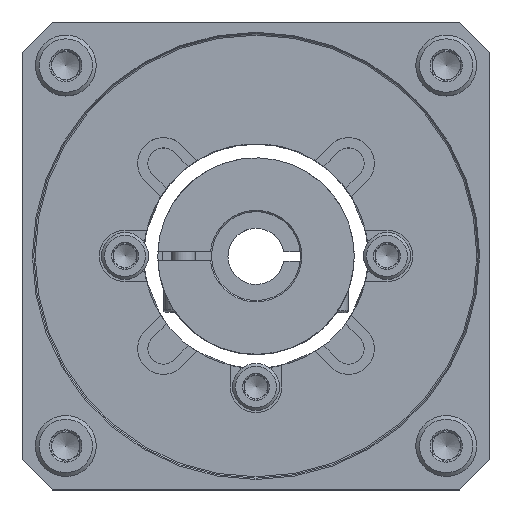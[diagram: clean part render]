
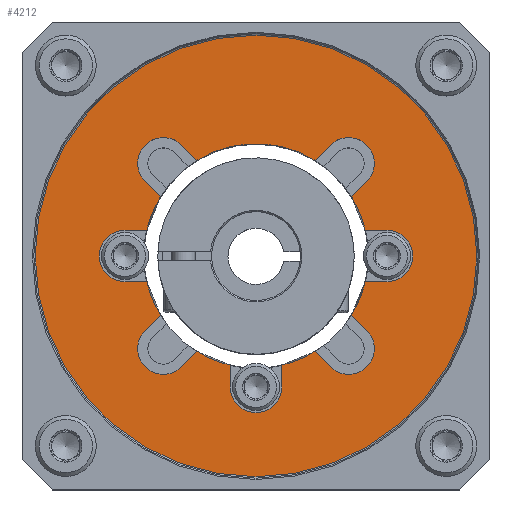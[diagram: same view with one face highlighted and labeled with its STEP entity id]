
A CAD part, top view. The second image highlights one B-rep face of the part: STEP entity #4212.
In plain terms, the highlighted planar face has unit normal (0, 0, 1).
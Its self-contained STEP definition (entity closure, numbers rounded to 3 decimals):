
#223=PLANE('',#4689);
#384=CIRCLE('',#4628,24.);
#387=CIRCLE('',#4632,24.);
#391=CIRCLE('',#4637,24.);
#395=CIRCLE('',#4642,24.);
#399=CIRCLE('',#4647,24.);
#403=CIRCLE('',#4652,24.);
#407=CIRCLE('',#4657,24.);
#431=CIRCLE('',#4690,5.5);
#432=CIRCLE('',#4691,5.5);
#433=CIRCLE('',#4692,5.5);
#434=CIRCLE('',#4693,5.5);
#435=CIRCLE('',#4694,5.5);
#436=CIRCLE('',#4695,5.5);
#437=CIRCLE('',#4696,5.5);
#438=CIRCLE('',#4697,47.2);
#945=ORIENTED_EDGE('',*,*,#1947,.T.);
#946=ORIENTED_EDGE('',*,*,#1948,.T.);
#947=ORIENTED_EDGE('',*,*,#1871,.T.);
#948=ORIENTED_EDGE('',*,*,#1949,.T.);
#949=ORIENTED_EDGE('',*,*,#1950,.T.);
#950=ORIENTED_EDGE('',*,*,#1951,.T.);
#951=ORIENTED_EDGE('',*,*,#1863,.T.);
#952=ORIENTED_EDGE('',*,*,#1952,.T.);
#953=ORIENTED_EDGE('',*,*,#1953,.T.);
#954=ORIENTED_EDGE('',*,*,#1954,.T.);
#955=ORIENTED_EDGE('',*,*,#1855,.T.);
#956=ORIENTED_EDGE('',*,*,#1955,.T.);
#957=ORIENTED_EDGE('',*,*,#1956,.T.);
#958=ORIENTED_EDGE('',*,*,#1957,.T.);
#959=ORIENTED_EDGE('',*,*,#1847,.T.);
#960=ORIENTED_EDGE('',*,*,#1958,.T.);
#961=ORIENTED_EDGE('',*,*,#1959,.T.);
#962=ORIENTED_EDGE('',*,*,#1960,.T.);
#963=ORIENTED_EDGE('',*,*,#1839,.T.);
#964=ORIENTED_EDGE('',*,*,#1961,.T.);
#965=ORIENTED_EDGE('',*,*,#1962,.T.);
#966=ORIENTED_EDGE('',*,*,#1963,.T.);
#967=ORIENTED_EDGE('',*,*,#1833,.T.);
#968=ORIENTED_EDGE('',*,*,#1964,.T.);
#969=ORIENTED_EDGE('',*,*,#1965,.T.);
#970=ORIENTED_EDGE('',*,*,#1966,.T.);
#971=ORIENTED_EDGE('',*,*,#1879,.T.);
#972=ORIENTED_EDGE('',*,*,#1967,.T.);
#973=ORIENTED_EDGE('',*,*,#1968,.F.);
#1833=EDGE_CURVE('',#2377,#2376,#384,.T.);
#1839=EDGE_CURVE('',#2383,#2382,#387,.T.);
#1847=EDGE_CURVE('',#2391,#2390,#391,.T.);
#1855=EDGE_CURVE('',#2399,#2398,#395,.T.);
#1863=EDGE_CURVE('',#2407,#2406,#399,.T.);
#1871=EDGE_CURVE('',#2415,#2414,#403,.T.);
#1879=EDGE_CURVE('',#2423,#2422,#407,.T.);
#1947=EDGE_CURVE('',#2469,#2470,#431,.F.);
#1948=EDGE_CURVE('',#2470,#2415,#2788,.T.);
#1949=EDGE_CURVE('',#2414,#2471,#2789,.T.);
#1950=EDGE_CURVE('',#2471,#2472,#432,.F.);
#1951=EDGE_CURVE('',#2472,#2407,#2790,.T.);
#1952=EDGE_CURVE('',#2406,#2473,#2791,.T.);
#1953=EDGE_CURVE('',#2473,#2474,#433,.F.);
#1954=EDGE_CURVE('',#2474,#2399,#2792,.T.);
#1955=EDGE_CURVE('',#2398,#2475,#2793,.T.);
#1956=EDGE_CURVE('',#2475,#2476,#434,.F.);
#1957=EDGE_CURVE('',#2476,#2391,#2794,.T.);
#1958=EDGE_CURVE('',#2390,#2477,#2795,.T.);
#1959=EDGE_CURVE('',#2477,#2478,#435,.F.);
#1960=EDGE_CURVE('',#2478,#2383,#2796,.T.);
#1961=EDGE_CURVE('',#2382,#2479,#2797,.T.);
#1962=EDGE_CURVE('',#2479,#2480,#436,.F.);
#1963=EDGE_CURVE('',#2480,#2377,#2798,.T.);
#1964=EDGE_CURVE('',#2376,#2481,#2799,.T.);
#1965=EDGE_CURVE('',#2481,#2482,#437,.F.);
#1966=EDGE_CURVE('',#2482,#2423,#2800,.T.);
#1967=EDGE_CURVE('',#2422,#2469,#2801,.T.);
#1968=EDGE_CURVE('',#2483,#2483,#438,.T.);
#2376=VERTEX_POINT('',#6785);
#2377=VERTEX_POINT('',#6787);
#2382=VERTEX_POINT('',#6798);
#2383=VERTEX_POINT('',#6800);
#2390=VERTEX_POINT('',#6815);
#2391=VERTEX_POINT('',#6817);
#2398=VERTEX_POINT('',#6832);
#2399=VERTEX_POINT('',#6834);
#2406=VERTEX_POINT('',#6849);
#2407=VERTEX_POINT('',#6851);
#2414=VERTEX_POINT('',#6866);
#2415=VERTEX_POINT('',#6868);
#2422=VERTEX_POINT('',#6883);
#2423=VERTEX_POINT('',#6885);
#2469=VERTEX_POINT('',#7008);
#2470=VERTEX_POINT('',#7009);
#2471=VERTEX_POINT('',#7012);
#2472=VERTEX_POINT('',#7014);
#2473=VERTEX_POINT('',#7017);
#2474=VERTEX_POINT('',#7019);
#2475=VERTEX_POINT('',#7022);
#2476=VERTEX_POINT('',#7024);
#2477=VERTEX_POINT('',#7027);
#2478=VERTEX_POINT('',#7029);
#2479=VERTEX_POINT('',#7032);
#2480=VERTEX_POINT('',#7034);
#2481=VERTEX_POINT('',#7037);
#2482=VERTEX_POINT('',#7039);
#2483=VERTEX_POINT('',#7043);
#2788=LINE('',#7010,#3044);
#2789=LINE('',#7011,#3045);
#2790=LINE('',#7015,#3046);
#2791=LINE('',#7016,#3047);
#2792=LINE('',#7020,#3048);
#2793=LINE('',#7021,#3049);
#2794=LINE('',#7025,#3050);
#2795=LINE('',#7026,#3051);
#2796=LINE('',#7030,#3052);
#2797=LINE('',#7031,#3053);
#2798=LINE('',#7035,#3054);
#2799=LINE('',#7036,#3055);
#2800=LINE('',#7040,#3056);
#2801=LINE('',#7041,#3057);
#3044=VECTOR('',#5583,1000.);
#3045=VECTOR('',#5584,1000.);
#3046=VECTOR('',#5587,1000.);
#3047=VECTOR('',#5588,1000.);
#3048=VECTOR('',#5591,1000.);
#3049=VECTOR('',#5592,1000.);
#3050=VECTOR('',#5595,1000.);
#3051=VECTOR('',#5596,1000.);
#3052=VECTOR('',#5599,1000.);
#3053=VECTOR('',#5600,1000.);
#3054=VECTOR('',#5603,1000.);
#3055=VECTOR('',#5604,1000.);
#3056=VECTOR('',#5607,1000.);
#3057=VECTOR('',#5608,1000.);
#3332=EDGE_LOOP('',(#945,#946,#947,#948,#949,#950,#951,#952,#953,#954,#955,
#956,#957,#958,#959,#960,#961,#962,#963,#964,#965,#966,#967,#968,#969,#970,
#971,#972));
#3333=EDGE_LOOP('',(#973));
#3752=FACE_BOUND('',#3332,.T.);
#3753=FACE_BOUND('',#3333,.T.);
#4212=ADVANCED_FACE('',(#3752,#3753),#223,.T.);
#4628=AXIS2_PLACEMENT_3D('',#6786,#5390,#5391);
#4632=AXIS2_PLACEMENT_3D('',#6799,#5401,#5402);
#4637=AXIS2_PLACEMENT_3D('',#6816,#5415,#5416);
#4642=AXIS2_PLACEMENT_3D('',#6833,#5429,#5430);
#4647=AXIS2_PLACEMENT_3D('',#6850,#5443,#5444);
#4652=AXIS2_PLACEMENT_3D('',#6867,#5457,#5458);
#4657=AXIS2_PLACEMENT_3D('',#6884,#5471,#5472);
#4689=AXIS2_PLACEMENT_3D('',#7006,#5579,#5580);
#4690=AXIS2_PLACEMENT_3D('',#7007,#5581,#5582);
#4691=AXIS2_PLACEMENT_3D('',#7013,#5585,#5586);
#4692=AXIS2_PLACEMENT_3D('',#7018,#5589,#5590);
#4693=AXIS2_PLACEMENT_3D('',#7023,#5593,#5594);
#4694=AXIS2_PLACEMENT_3D('',#7028,#5597,#5598);
#4695=AXIS2_PLACEMENT_3D('',#7033,#5601,#5602);
#4696=AXIS2_PLACEMENT_3D('',#7038,#5605,#5606);
#4697=AXIS2_PLACEMENT_3D('',#7042,#5609,#5610);
#5390=DIRECTION('',(0.,0.,-1.));
#5391=DIRECTION('',(-1.,0.,0.));
#5401=DIRECTION('',(0.,0.,-1.));
#5402=DIRECTION('',(-1.,0.,0.));
#5415=DIRECTION('',(0.,0.,-1.));
#5416=DIRECTION('',(-1.,0.,0.));
#5429=DIRECTION('',(0.,0.,-1.));
#5430=DIRECTION('',(-1.,0.,0.));
#5443=DIRECTION('',(0.,0.,-1.));
#5444=DIRECTION('',(-1.,0.,0.));
#5457=DIRECTION('',(0.,0.,-1.));
#5458=DIRECTION('',(-1.,0.,0.));
#5471=DIRECTION('',(0.,0.,-1.));
#5472=DIRECTION('',(-1.,0.,0.));
#5579=DIRECTION('',(0.,0.,1.));
#5580=DIRECTION('',(1.,0.,0.));
#5581=DIRECTION('',(0.,0.,1.));
#5582=DIRECTION('',(1.,0.,0.));
#5583=DIRECTION('',(0.,-1.,0.));
#5584=DIRECTION('',(0.707,0.707,0.));
#5585=DIRECTION('',(0.,0.,1.));
#5586=DIRECTION('',(1.,0.,0.));
#5587=DIRECTION('',(-0.707,-0.707,0.));
#5588=DIRECTION('',(1.,0.,0.));
#5589=DIRECTION('',(0.,0.,1.));
#5590=DIRECTION('',(1.,0.,0.));
#5591=DIRECTION('',(-1.,0.,0.));
#5592=DIRECTION('',(0.707,-0.707,0.));
#5593=DIRECTION('',(0.,0.,1.));
#5594=DIRECTION('',(1.,0.,0.));
#5595=DIRECTION('',(-0.707,0.707,0.));
#5596=DIRECTION('',(-0.707,-0.707,0.));
#5597=DIRECTION('',(0.,0.,1.));
#5598=DIRECTION('',(1.,0.,0.));
#5599=DIRECTION('',(0.707,0.707,0.));
#5600=DIRECTION('',(-1.,0.,0.));
#5601=DIRECTION('',(0.,0.,1.));
#5602=DIRECTION('',(1.,0.,0.));
#5603=DIRECTION('',(1.,0.,0.));
#5604=DIRECTION('',(-0.707,0.707,0.));
#5605=DIRECTION('',(0.,0.,1.));
#5606=DIRECTION('',(1.,0.,0.));
#5607=DIRECTION('',(0.707,-0.707,0.));
#5608=DIRECTION('',(0.,1.,0.));
#5609=DIRECTION('',(0.,0.,-1.));
#5610=DIRECTION('',(-1.,0.,0.));
#6785=CARTESIAN_POINT('',(-20.408,12.63,17.7));
#6786=CARTESIAN_POINT('',(0.,0.,17.7));
#6787=CARTESIAN_POINT('',(-23.361,5.5,17.7));
#6798=CARTESIAN_POINT('',(-23.361,-5.5,17.7));
#6799=CARTESIAN_POINT('',(0.,0.,17.7));
#6800=CARTESIAN_POINT('',(-20.408,-12.63,17.7));
#6815=CARTESIAN_POINT('',(-12.63,-20.408,17.7));
#6816=CARTESIAN_POINT('',(0.,0.,17.7));
#6817=CARTESIAN_POINT('',(12.63,-20.408,17.7));
#6832=CARTESIAN_POINT('',(20.408,-12.63,17.7));
#6833=CARTESIAN_POINT('',(0.,0.,17.7));
#6834=CARTESIAN_POINT('',(23.361,-5.5,17.7));
#6849=CARTESIAN_POINT('',(23.361,5.5,17.7));
#6850=CARTESIAN_POINT('',(0.,0.,17.7));
#6851=CARTESIAN_POINT('',(20.408,12.63,17.7));
#6866=CARTESIAN_POINT('',(12.63,20.408,17.7));
#6867=CARTESIAN_POINT('',(0.,0.,17.7));
#6868=CARTESIAN_POINT('',(5.5,23.361,17.7));
#6883=CARTESIAN_POINT('',(-5.5,23.361,17.7));
#6884=CARTESIAN_POINT('',(0.,0.,17.7));
#6885=CARTESIAN_POINT('',(-12.63,20.408,17.7));
#7006=CARTESIAN_POINT('',(0.,47.2,17.7));
#7007=CARTESIAN_POINT('',(0.,28.,17.7));
#7008=CARTESIAN_POINT('',(-5.5,28.,17.7));
#7009=CARTESIAN_POINT('',(5.5,28.,17.7));
#7010=CARTESIAN_POINT('',(5.5,47.2,17.7));
#7011=CARTESIAN_POINT('',(19.711,27.489,17.7));
#7012=CARTESIAN_POINT('',(15.91,23.688,17.7));
#7013=CARTESIAN_POINT('',(19.799,19.799,17.7));
#7014=CARTESIAN_POINT('',(23.688,15.91,17.7));
#7015=CARTESIAN_POINT('',(27.489,19.711,17.7));
#7016=CARTESIAN_POINT('',(0.,5.5,17.7));
#7017=CARTESIAN_POINT('',(28.,5.5,17.7));
#7018=CARTESIAN_POINT('',(28.,0.,17.7));
#7019=CARTESIAN_POINT('',(28.,-5.5,17.7));
#7020=CARTESIAN_POINT('',(0.,-5.5,17.7));
#7021=CARTESIAN_POINT('',(-19.711,27.489,17.7));
#7022=CARTESIAN_POINT('',(23.688,-15.91,17.7));
#7023=CARTESIAN_POINT('',(19.799,-19.799,17.7));
#7024=CARTESIAN_POINT('',(15.91,-23.688,17.7));
#7025=CARTESIAN_POINT('',(-27.489,19.711,17.7));
#7026=CARTESIAN_POINT('',(27.489,19.711,17.7));
#7027=CARTESIAN_POINT('',(-15.91,-23.688,17.7));
#7028=CARTESIAN_POINT('',(-19.799,-19.799,17.7));
#7029=CARTESIAN_POINT('',(-23.688,-15.91,17.7));
#7030=CARTESIAN_POINT('',(19.711,27.489,17.7));
#7031=CARTESIAN_POINT('',(0.,-5.5,17.7));
#7032=CARTESIAN_POINT('',(-28.,-5.5,17.7));
#7033=CARTESIAN_POINT('',(-28.,0.,17.7));
#7034=CARTESIAN_POINT('',(-28.,5.5,17.7));
#7035=CARTESIAN_POINT('',(0.,5.5,17.7));
#7036=CARTESIAN_POINT('',(-27.489,19.711,17.7));
#7037=CARTESIAN_POINT('',(-23.688,15.91,17.7));
#7038=CARTESIAN_POINT('',(-19.799,19.799,17.7));
#7039=CARTESIAN_POINT('',(-15.91,23.688,17.7));
#7040=CARTESIAN_POINT('',(-19.711,27.489,17.7));
#7041=CARTESIAN_POINT('',(-5.5,47.2,17.7));
#7042=CARTESIAN_POINT('',(0.,0.,17.7));
#7043=CARTESIAN_POINT('',(-47.2,0.,17.7));
